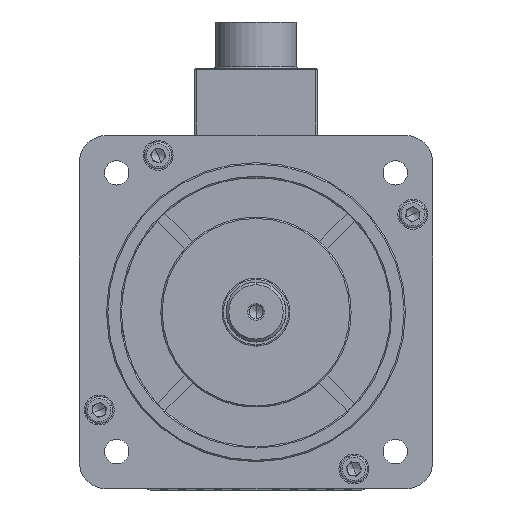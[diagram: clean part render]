
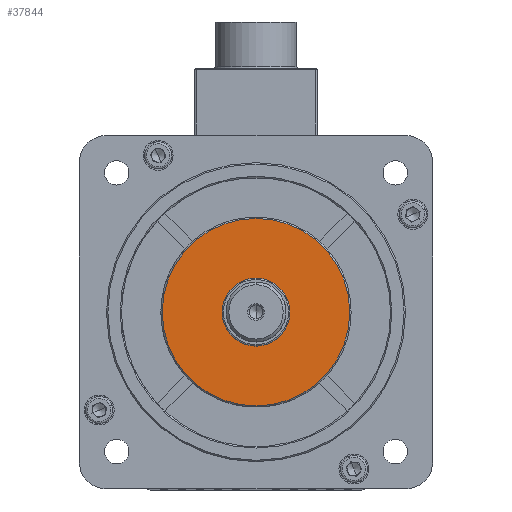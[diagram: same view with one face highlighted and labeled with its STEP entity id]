
A CAD part, top view. The second image highlights one B-rep face of the part: STEP entity #37844.
In plain terms, the highlighted planar face has unit normal (0, 0, 1).
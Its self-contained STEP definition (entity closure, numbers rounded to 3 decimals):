
#1161 = CARTESIAN_POINT ( 'NONE',  ( 34.5, 0., 19. ) ) ;
#2378 = AXIS2_PLACEMENT_3D ( 'NONE', #38690, #12944, #29505 ) ;
#6377 = DIRECTION ( 'NONE',  ( 1., 0., 0. ) ) ;
#6382 = EDGE_CURVE ( 'NONE', #25802, #14481, #32243, .T. ) ;
#11732 = PLANE ( 'NONE',  #28830 ) ;
#12779 = CARTESIAN_POINT ( 'NONE',  ( 0., 0., 19. ) ) ;
#12944 = DIRECTION ( 'NONE',  ( 0., 0., 1. ) ) ;
#13063 = CARTESIAN_POINT ( 'NONE',  ( 0., 0., 19. ) ) ;
#13280 = CIRCLE ( 'NONE', #17380, 34.5 ) ;
#14481 = VERTEX_POINT ( 'NONE', #16059 ) ;
#14961 = EDGE_LOOP ( 'NONE', ( #40938, #25676 ) ) ;
#15633 = DIRECTION ( 'NONE',  ( 1., 0., 0. ) ) ;
#16059 = CARTESIAN_POINT ( 'NONE',  ( -34.5, 0., 19. ) ) ;
#17380 = AXIS2_PLACEMENT_3D ( 'NONE', #13063, #25187, #15633 ) ;
#23167 = DIRECTION ( 'NONE',  ( 0., 0., 1. ) ) ;
#25187 = DIRECTION ( 'NONE',  ( 0., 0., 1. ) ) ;
#25676 = ORIENTED_EDGE ( 'NONE', *, *, #6382, .T. ) ;
#25802 = VERTEX_POINT ( 'NONE', #1161 ) ;
#28830 = AXIS2_PLACEMENT_3D ( 'NONE', #12779, #23167, #6377 ) ;
#29505 = DIRECTION ( 'NONE',  ( 1., 0., 0. ) ) ;
#32243 = CIRCLE ( 'NONE', #2378, 34.5 ) ;
#33307 = EDGE_CURVE ( 'NONE', #14481, #25802, #13280, .T. ) ;
#37844 = ADVANCED_FACE ( 'NONE', ( #40861 ), #11732, .T. ) ;
#38690 = CARTESIAN_POINT ( 'NONE',  ( 0., 0., 19. ) ) ;
#40861 = FACE_OUTER_BOUND ( 'NONE', #14961, .T. ) ;
#40938 = ORIENTED_EDGE ( 'NONE', *, *, #33307, .T. ) ;
